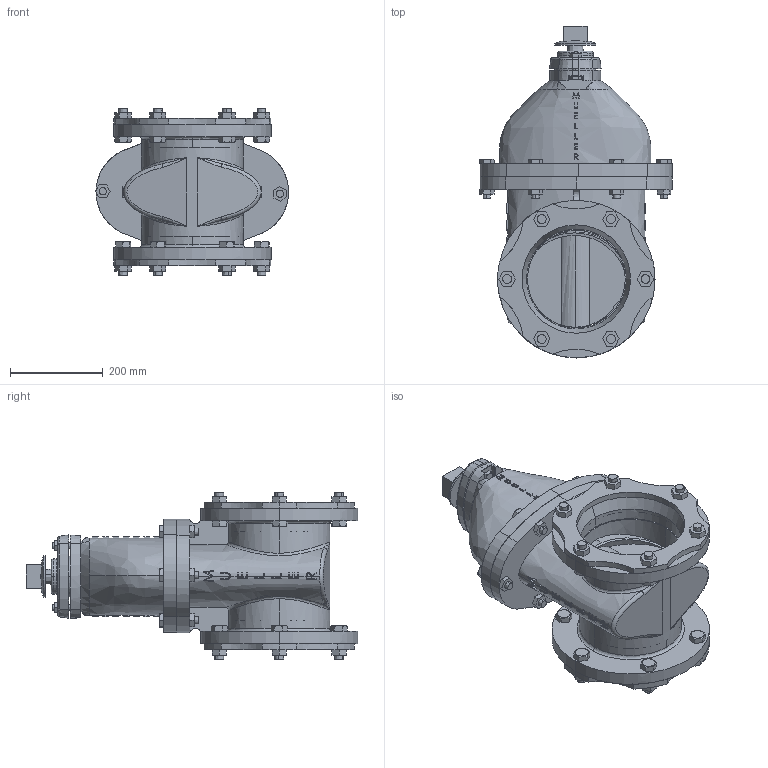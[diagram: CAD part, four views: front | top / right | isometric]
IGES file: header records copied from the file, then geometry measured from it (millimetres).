
Start section: SolidWorks IGES file using NURBS representation for surfaces
Global section: file name: A-2360-20_08_N.IGS; native system: SolidWorks 2014; preprocessor: SolidWorks 2014; author: CAD; date: 150223.130947; units: inch
Bounding box: 416.42 x 715.86 x 361.39 mm (x, y, z)
Volume: 20077948.3 mm3; surface area: 2164301.2 mm2
Topology: 56 solids, 56 shells, 1371 faces, 3553 edges, 2330 vertices
Faces by surface type: bspline 1371
